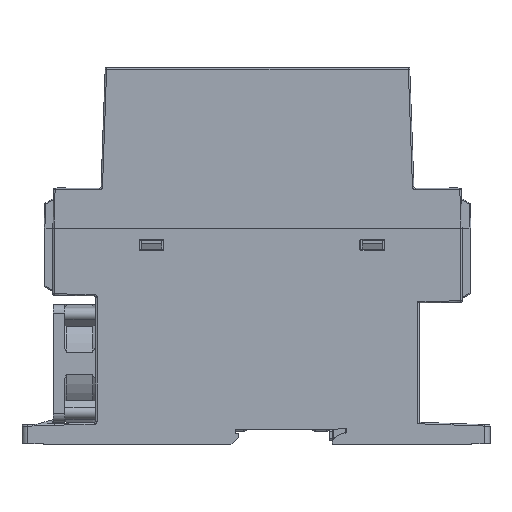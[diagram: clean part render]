
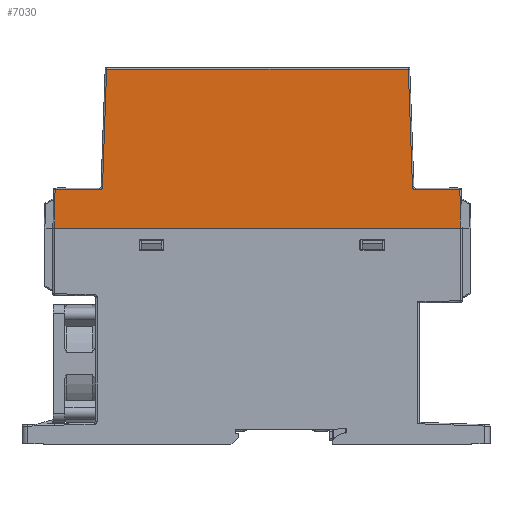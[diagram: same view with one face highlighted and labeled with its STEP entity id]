
A CAD part, left-side view. The second image highlights one B-rep face of the part: STEP entity #7030.
In plain terms, the highlighted planar face has unit normal (-1, 0, 0).
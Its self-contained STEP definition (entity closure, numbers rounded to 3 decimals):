
#7030=ADVANCED_FACE('',(#10424),#8245,.F.);
#8245=PLANE('',#61372);
#10424=FACE_OUTER_BOUND('',#13105,.T.);
#13105=EDGE_LOOP('',(#37261,#37262,#37263,#37264,#37265,#37266,#37267,#37268,
#37269,#37270));
#17290=LINE('',#104605,#22690);
#17919=LINE('',#108491,#23320);
#18461=LINE('',#112864,#23872);
#18462=LINE('',#112869,#23873);
#18463=LINE('',#112874,#23874);
#18464=LINE('',#112882,#23875);
#18466=LINE('',#112890,#23877);
#18542=LINE('',#113098,#23953);
#22690=VECTOR('',#73086,1.);
#23320=VECTOR('',#74490,1.);
#23872=VECTOR('',#76078,1.);
#23873=VECTOR('',#76085,1.);
#23874=VECTOR('',#76092,1.);
#23875=VECTOR('',#76103,1.);
#23877=VECTOR('',#76111,1.);
#23953=VECTOR('',#76317,1.);
#37261=ORIENTED_EDGE('',*,*,#53673,.T.);
#37262=ORIENTED_EDGE('',*,*,#51876,.F.);
#37263=ORIENTED_EDGE('',*,*,#53676,.T.);
#37264=ORIENTED_EDGE('',*,*,#53679,.T.);
#37265=ORIENTED_EDGE('',*,*,#53680,.F.);
#37266=ORIENTED_EDGE('',*,*,#53683,.T.);
#37267=ORIENTED_EDGE('',*,*,#53687,.T.);
#37268=ORIENTED_EDGE('',*,*,#53784,.T.);
#37269=ORIENTED_EDGE('',*,*,#53847,.F.);
#37270=ORIENTED_EDGE('',*,*,#52774,.T.);
#43463=VERTEX_POINT('',#104606);
#43464=VERTEX_POINT('',#104607);
#44167=VERTEX_POINT('',#108490);
#44168=VERTEX_POINT('',#108492);
#44753=VERTEX_POINT('',#112868);
#44754=VERTEX_POINT('',#112873);
#44755=VERTEX_POINT('',#112877);
#44756=VERTEX_POINT('',#112881);
#44759=VERTEX_POINT('',#112889);
#44810=VERTEX_POINT('',#113097);
#51876=EDGE_CURVE('',#43463,#43464,#17290,.T.);
#52774=EDGE_CURVE('',#44168,#44167,#17919,.T.);
#53673=EDGE_CURVE('',#44167,#43464,#18461,.T.);
#53676=EDGE_CURVE('',#43463,#44753,#18462,.T.);
#53679=EDGE_CURVE('',#44753,#44754,#18463,.T.);
#53680=EDGE_CURVE('',#44755,#44754,#56132,.T.);
#53683=EDGE_CURVE('',#44755,#44756,#18464,.T.);
#53687=EDGE_CURVE('',#44756,#44759,#18466,.T.);
#53784=EDGE_CURVE('',#44759,#44810,#18542,.T.);
#53847=EDGE_CURVE('',#44168,#44810,#56167,.T.);
#56132=CIRCLE('',#61277,1.);
#56167=CIRCLE('',#61370,1.);
#61277=AXIS2_PLACEMENT_3D('',#112876,#76095,#76096);
#61370=AXIS2_PLACEMENT_3D('',#113243,#76404,#76405);
#61372=AXIS2_PLACEMENT_3D('',#113245,#76408,#76409);
#73086=DIRECTION('',(0.,1.,0.));
#74490=DIRECTION('',(0.,1.,0.));
#76078=DIRECTION('',(0.,0.017,-1.));
#76085=DIRECTION('',(0.,0.017,1.));
#76092=DIRECTION('',(0.,1.,0.));
#76095=DIRECTION('',(-1.,0.,0.));
#76096=DIRECTION('',(0.,0.,1.));
#76103=DIRECTION('',(0.,0.035,0.999));
#76111=DIRECTION('',(0.,1.,0.));
#76317=DIRECTION('',(0.,0.035,-0.999));
#76404=DIRECTION('',(-1.,0.,0.));
#76405=DIRECTION('',(0.,0.,1.));
#76408=DIRECTION('',(1.,0.,0.));
#76409=DIRECTION('',(0.,0.,1.));
#104605=CARTESIAN_POINT('',(39.206,173.635,78.5));
#104606=CARTESIAN_POINT('',(39.206,94.641,78.5));
#104607=CARTESIAN_POINT('',(39.206,232.629,78.5));
#108490=CARTESIAN_POINT('',(39.206,232.402,91.477));
#108491=CARTESIAN_POINT('',(39.206,232.41,91.477));
#108492=CARTESIAN_POINT('',(39.206,217.282,91.477));
#112864=CARTESIAN_POINT('',(39.206,232.707,73.99));
#112868=CARTESIAN_POINT('',(39.206,94.868,91.477));
#112869=CARTESIAN_POINT('',(39.206,94.867,91.421));
#112873=CARTESIAN_POINT('',(39.206,109.988,91.477));
#112874=CARTESIAN_POINT('',(39.206,110.488,91.477));
#112876=CARTESIAN_POINT('',(39.206,109.988,92.477));
#112877=CARTESIAN_POINT('',(39.206,110.987,92.442));
#112881=CARTESIAN_POINT('',(39.206,112.386,132.5));
#112882=CARTESIAN_POINT('',(39.206,112.403,132.983));
#112889=CARTESIAN_POINT('',(39.206,214.884,132.5));
#112890=CARTESIAN_POINT('',(39.206,215.367,132.5));
#113097=CARTESIAN_POINT('',(39.206,216.283,92.442));
#113098=CARTESIAN_POINT('',(39.206,216.3,91.959));
#113243=CARTESIAN_POINT('',(39.206,217.282,92.477));
#113245=CARTESIAN_POINT('',(39.206,173.635,98.));
